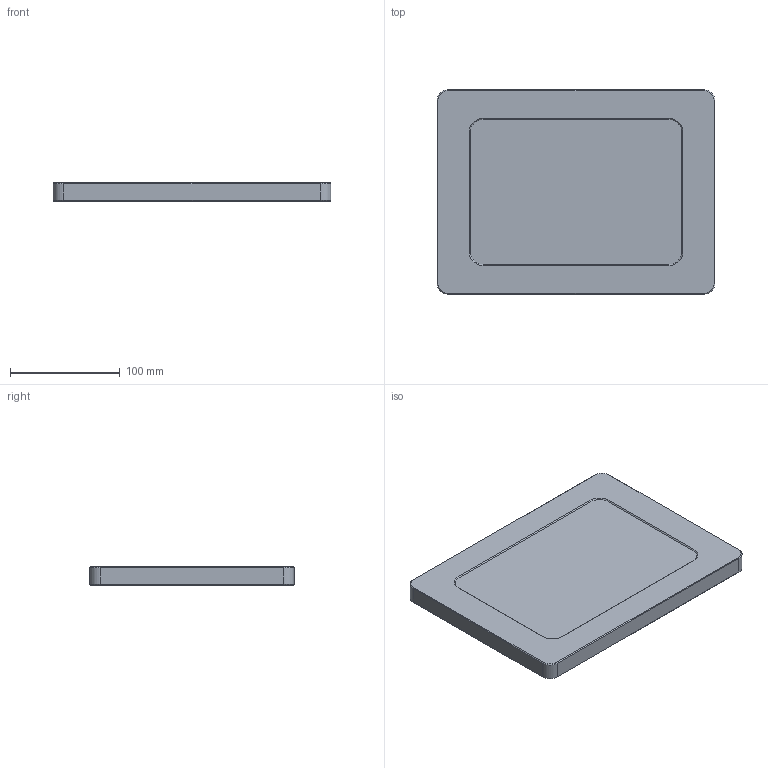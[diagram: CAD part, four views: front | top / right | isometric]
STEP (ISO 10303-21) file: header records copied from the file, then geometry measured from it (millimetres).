
FILE_DESCRIPTION(/* description */ (''),/* implementation_level */ '2;1');
FILE_NAME(/* name */ 'vb_vesa_imini6g_rce.stp',/* time_stamp */ '2022-01-20T12:32:35-05:00',/* author */ ('NickC'),/* organization */ (''),/* preprocessor_version */ 'ST-DEVELOPER v17',/* originating_system */ 'Autodesk Inventor 2019',/* authorisation */ '');
FILE_SCHEMA (('AUTOMOTIVE_DESIGN { 1 0 10303 214 3 1 1 }'));
Length unit declared in the file: inch
Products named in the file (1): Part1
Bounding box: 252.58 x 185.55 x 16.61 mm (x, y, z)
Volume: 743783.3 mm3; surface area: 110318 mm2
Topology: 1 solids, 8 shells, 461 faces, 1117 edges, 726 vertices
Faces by surface type: plane 234, cone 100, cylinder 94, bspline 33
Full cylindrical faces by diameter (mm): 2.438 x35, 3.251 x4, 3.306 x8, 4.978 x8, 38.1 x1
Entity records: 15759 total; most frequent: CARTESIAN_POINT 5341, ORIENTED_EDGE 2234, DIRECTION 2075, EDGE_CURVE 1117, AXIS2_PLACEMENT_3D 755, VERTEX_POINT 726, LINE 565, VECTOR 565
